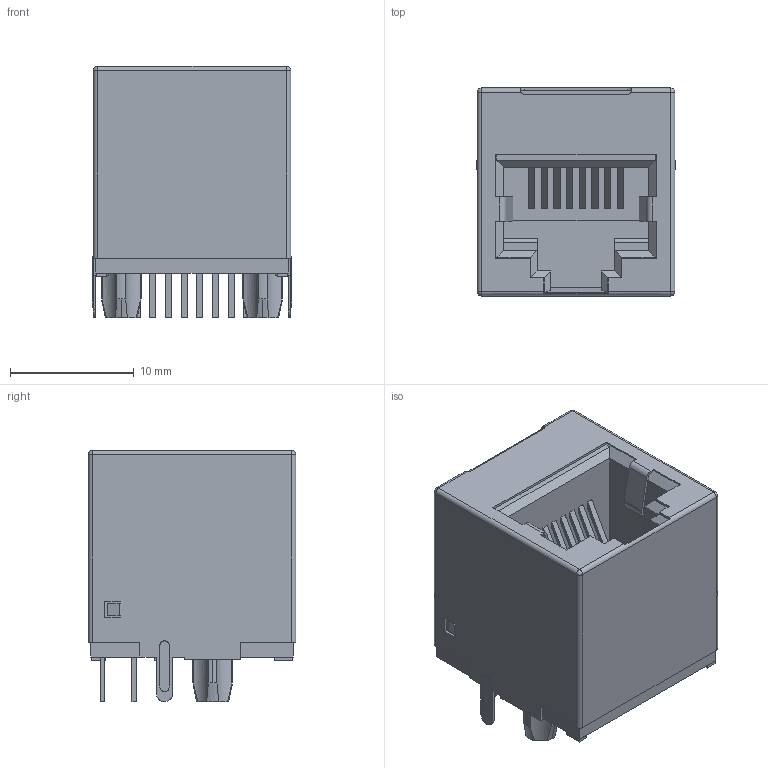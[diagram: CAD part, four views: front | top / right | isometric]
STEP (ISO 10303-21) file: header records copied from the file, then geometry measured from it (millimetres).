
FILE_DESCRIPTION(('CATIA V5 STEP Exchange','CAx-IF Rec.Pracs.--- Model Styling and Organization---1.4--- 2014-01-23'),'2;1');
FILE_NAME ('D1554992_0_2636810000_2636810000.stp','2022-12-15T14:44:52+00:00',('none'),('Weidmueller'),'CATIA Version 5-6 Release 2016 SP3 HF44','CATIA V5 STEP AP214','none');
FILE_SCHEMA(('AUTOMOTIVE_DESIGN { 1 0 10303 214 1 1 1 1 }'));
Length unit declared in the file: millimetre
Products named in the file (1): 2636810000
Bounding box: 16.1 x 16.8 x 20.3 mm (x, y, z)
Volume: 3379.4 mm3; surface area: 2408.4 mm2
Topology: 1 solids, 1 shells, 305 faces, 828 edges, 540 vertices
Faces by surface type: plane 232, cylinder 57, cone 12, sphere 4
Entity records: 9657 total; most frequent: CARTESIAN_POINT 2072, ORIENTED_EDGE 1648, DIRECTION 1368, EDGE_CURVE 824, VECTOR 672, LINE 672, VERTEX_POINT 540, AXIS2_PLACEMENT_3D 392
